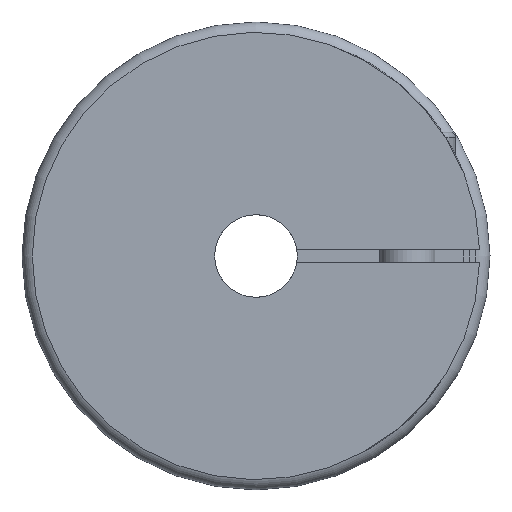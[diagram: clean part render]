
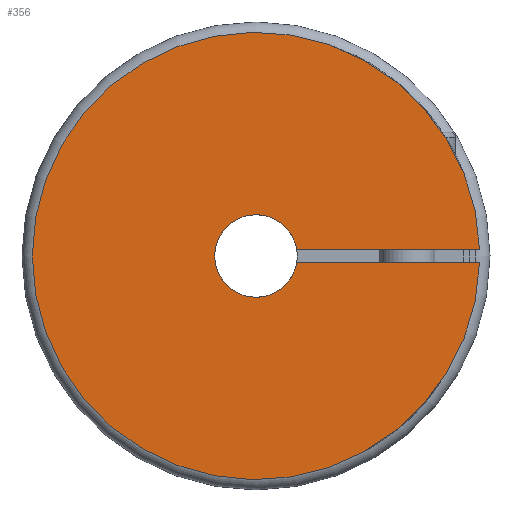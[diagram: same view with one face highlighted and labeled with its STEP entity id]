
A CAD part, left-side view. The second image highlights one B-rep face of the part: STEP entity #356.
In plain terms, the highlighted planar face has unit normal (-1, 0, 0).
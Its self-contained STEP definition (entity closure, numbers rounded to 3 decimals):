
#356 = ADVANCED_FACE( '', ( #780 ), #781, .F. );
#780 = FACE_OUTER_BOUND( '', #1197, .T. );
#781 = PLANE( '', #1198 );
#1197 = EDGE_LOOP( '', ( #1992, #1993, #1994, #1995 ) );
#1198 = AXIS2_PLACEMENT_3D( '', #1996, #1997, #1998 );
#1992 = ORIENTED_EDGE( '', *, *, #2238, .T. );
#1993 = ORIENTED_EDGE( '', *, *, #2230, .F. );
#1994 = ORIENTED_EDGE( '', *, *, #2260, .T. );
#1995 = ORIENTED_EDGE( '', *, *, #2213, .T. );
#1996 = CARTESIAN_POINT( '', ( -23.5, 0., 0. ) );
#1997 = DIRECTION( '', ( 1., 0., 0. ) );
#1998 = DIRECTION( '', ( 0., 0., 1. ) );
#2213 = EDGE_CURVE( '', #2614, #2612, #2615, .T. );
#2230 = EDGE_CURVE( '', #2640, #2641, #2642, .T. );
#2238 = EDGE_CURVE( '', #2612, #2641, #2651, .T. );
#2260 = EDGE_CURVE( '', #2640, #2614, #2678, .T. );
#2612 = VERTEX_POINT( '', #3443 );
#2614 = VERTEX_POINT( '', #3446 );
#2615 = CIRCLE( '', #3447, 16.25 );
#2640 = VERTEX_POINT( '', #3700 );
#2641 = VERTEX_POINT( '', #3701 );
#2642 = CIRCLE( '', #3702, 3. );
#2651 = LINE( '', #3713, #3714 );
#2678 = LINE( '', #3960, #3961 );
#3443 = CARTESIAN_POINT( '', ( -23.5, -16.242, -0.5 ) );
#3446 = CARTESIAN_POINT( '', ( -23.5, -16.242, 0.5 ) );
#3447 = AXIS2_PLACEMENT_3D( '', #4299, #4300, #4301 );
#3700 = CARTESIAN_POINT( '', ( -23.5, -2.958, 0.5 ) );
#3701 = CARTESIAN_POINT( '', ( -23.5, -2.958, -0.5 ) );
#3702 = AXIS2_PLACEMENT_3D( '', #4324, #4325, #4326 );
#3713 = CARTESIAN_POINT( '', ( -23.5, -5.979, -0.5 ) );
#3714 = VECTOR( '', #4332, 1000. );
#3960 = CARTESIAN_POINT( '', ( -23.5, -5.979, 0.5 ) );
#3961 = VECTOR( '', #4349, 1000. );
#4299 = CARTESIAN_POINT( '', ( -23.5, 0., 0. ) );
#4300 = DIRECTION( '', ( -1., 0., 0. ) );
#4301 = DIRECTION( '', ( 0., -1., 0. ) );
#4324 = CARTESIAN_POINT( '', ( -23.5, 0., 0. ) );
#4325 = DIRECTION( '', ( -1., 0., 0. ) );
#4326 = DIRECTION( '', ( 0., -1., 0. ) );
#4332 = DIRECTION( '', ( 0., 1., 0. ) );
#4349 = DIRECTION( '', ( 0., -1., 0. ) );
